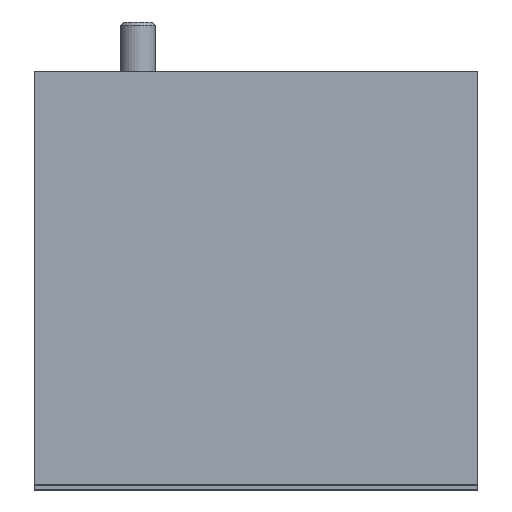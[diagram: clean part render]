
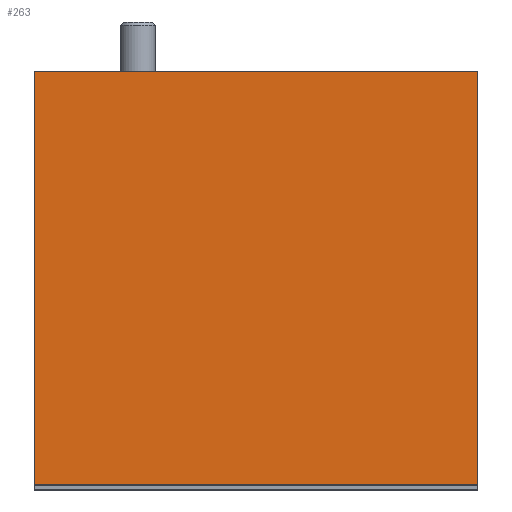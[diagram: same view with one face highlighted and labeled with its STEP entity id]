
A CAD part, top view. The second image highlights one B-rep face of the part: STEP entity #263.
In plain terms, the highlighted planar face has unit normal (0, 0, 1).
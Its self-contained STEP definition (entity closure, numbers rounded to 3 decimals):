
#263=ADVANCED_FACE('',(#535),#536,.F.);
#535=FACE_OUTER_BOUND('',#801,.T.);
#536=PLANE('',#802);
#801=EDGE_LOOP('',(#1491,#1492,#1493,#1494));
#802=AXIS2_PLACEMENT_3D('',#1495,#1496,#1497);
#1491=ORIENTED_EDGE('',*,*,#1800,.T.);
#1492=ORIENTED_EDGE('',*,*,#1765,.F.);
#1493=ORIENTED_EDGE('',*,*,#1801,.F.);
#1494=ORIENTED_EDGE('',*,*,#1798,.F.);
#1495=CARTESIAN_POINT('',(75.0,120.0,970.0));
#1496=DIRECTION('',(0.0,0.0,-1.0));
#1497=DIRECTION('',(0.0,1.0,0.0));
#1765=EDGE_CURVE('',#2148,#2150,#2151,.T.);
#1798=EDGE_CURVE('',#2195,#2190,#2197,.T.);
#1800=EDGE_CURVE('',#2195,#2150,#2199,.T.);
#1801=EDGE_CURVE('',#2190,#2148,#2200,.T.);
#2148=VERTEX_POINT('',#2871);
#2150=VERTEX_POINT('',#2874);
#2151=LINE('',#2875,#2876);
#2190=VERTEX_POINT('',#2929);
#2195=VERTEX_POINT('',#2936);
#2197=LINE('',#2939,#2940);
#2199=LINE('',#2942,#2943);
#2200=LINE('',#2944,#2945);
#2871=CARTESIAN_POINT('',(150.0,0.0,970.0));
#2874=CARTESIAN_POINT('',(0.0,0.0,970.0));
#2875=CARTESIAN_POINT('',(75.0,0.0,970.0));
#2876=VECTOR('',#3255,1.0);
#2929=CARTESIAN_POINT('',(150.0,140.0,970.0));
#2936=CARTESIAN_POINT('',(0.0,140.0,970.0));
#2939=CARTESIAN_POINT('',(75.0,140.0,970.0));
#2940=VECTOR('',#3291,1.0);
#2942=CARTESIAN_POINT('',(0.0,50.0,970.0));
#2943=VECTOR('',#3292,1.0);
#2944=CARTESIAN_POINT('',(150.0,120.0,970.0));
#2945=VECTOR('',#3293,1.0);
#3255=DIRECTION('',(-1.0,0.0,0.0));
#3291=DIRECTION('',(1.0,0.0,0.0));
#3292=DIRECTION('',(0.0,-1.0,0.0));
#3293=DIRECTION('',(0.0,-1.0,0.0));
